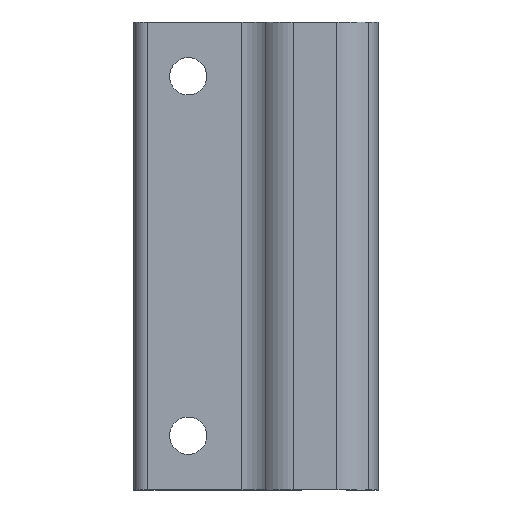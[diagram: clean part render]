
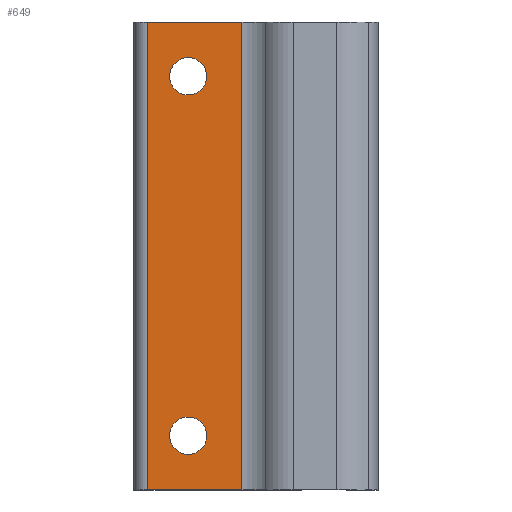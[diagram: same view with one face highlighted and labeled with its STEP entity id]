
A CAD part, top view. The second image highlights one B-rep face of the part: STEP entity #649.
In plain terms, the highlighted planar face has unit normal (0, 0, 1).
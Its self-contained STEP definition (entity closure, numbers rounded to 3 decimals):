
#28=FACE_BOUND('',#119,.T.);
#29=FACE_BOUND('',#120,.T.);
#42=CIRCLE('',#693,2.75);
#44=CIRCLE('',#697,2.75);
#79=FACE_OUTER_BOUND('',#118,.T.);
#118=EDGE_LOOP('',(#550,#551,#552,#553));
#119=EDGE_LOOP('',(#554));
#120=EDGE_LOOP('',(#555));
#147=LINE('',#959,#216);
#186=LINE('',#1061,#255);
#191=LINE('',#1075,#260);
#192=LINE('',#1077,#261);
#216=VECTOR('',#767,10.);
#255=VECTOR('',#866,10.);
#260=VECTOR('',#883,10.);
#261=VECTOR('',#886,10.);
#284=VERTEX_POINT('',#956);
#285=VERTEX_POINT('',#958);
#301=VERTEX_POINT('',#998);
#303=VERTEX_POINT('',#1006);
#317=VERTEX_POINT('',#1058);
#318=VERTEX_POINT('',#1060);
#345=EDGE_CURVE('',#284,#285,#147,.T.);
#364=EDGE_CURVE('',#301,#301,#42,.T.);
#368=EDGE_CURVE('',#303,#303,#44,.T.);
#396=EDGE_CURVE('',#318,#317,#186,.T.);
#404=EDGE_CURVE('',#318,#284,#191,.T.);
#405=EDGE_CURVE('',#285,#317,#192,.T.);
#550=ORIENTED_EDGE('',*,*,#404,.F.);
#551=ORIENTED_EDGE('',*,*,#396,.T.);
#552=ORIENTED_EDGE('',*,*,#405,.F.);
#553=ORIENTED_EDGE('',*,*,#345,.F.);
#554=ORIENTED_EDGE('',*,*,#364,.T.);
#555=ORIENTED_EDGE('',*,*,#368,.T.);
#617=PLANE('',#719);
#649=ADVANCED_FACE('',(#79,#28,#29),#617,.T.);
#693=AXIS2_PLACEMENT_3D('',#999,#801,#802);
#697=AXIS2_PLACEMENT_3D('',#1007,#811,#812);
#719=AXIS2_PLACEMENT_3D('',#1076,#884,#885);
#767=DIRECTION('',(-1.,0.,0.));
#801=DIRECTION('center_axis',(0.,0.,-1.));
#802=DIRECTION('ref_axis',(-1.,0.,0.));
#811=DIRECTION('center_axis',(0.,0.,-1.));
#812=DIRECTION('ref_axis',(-1.,0.,0.));
#866=DIRECTION('',(-1.,0.,0.));
#883=DIRECTION('',(0.,-1.,0.));
#884=DIRECTION('center_axis',(0.,0.,1.));
#885=DIRECTION('ref_axis',(-1.,0.,0.));
#886=DIRECTION('',(0.,1.,0.));
#956=CARTESIAN_POINT('',(-2.071,-69.,5.));
#958=CARTESIAN_POINT('',(-16.,-69.,5.));
#959=CARTESIAN_POINT('',(0.,-69.,5.));
#998=CARTESIAN_POINT('',(-7.25,-8.,5.));
#999=CARTESIAN_POINT('Origin',(-10.,-8.,5.));
#1006=CARTESIAN_POINT('',(-7.25,-61.,5.));
#1007=CARTESIAN_POINT('Origin',(-10.,-61.,5.));
#1058=CARTESIAN_POINT('',(-16.,0.,5.));
#1060=CARTESIAN_POINT('',(-2.071,0.,5.));
#1061=CARTESIAN_POINT('',(0.,0.,5.));
#1075=CARTESIAN_POINT('',(-2.071,0.,5.));
#1076=CARTESIAN_POINT('Origin',(0.,0.,5.));
#1077=CARTESIAN_POINT('',(-16.,0.,5.));
